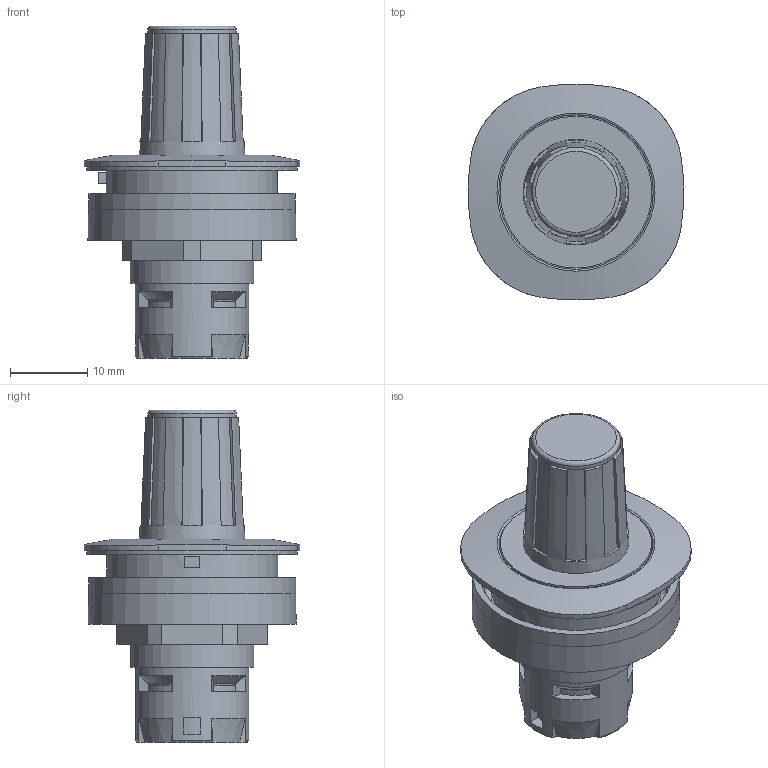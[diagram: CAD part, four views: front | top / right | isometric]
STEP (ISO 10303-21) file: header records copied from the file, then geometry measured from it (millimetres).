
FILE_DESCRIPTION(/* description */ (''),/* implementation_level */ '2;1');
FILE_NAME(/* name */ 'RQJR_ipt.stp',/* time_stamp */ '2019-09-30T11:34:38+02:00',/* author */ ('thagel'),/* organization */ (''),/* preprocessor_version */ 'ST-DEVELOPER v17.2',/* originating_system */ 'Autodesk Inventor 2019',/* authorisation */ '');
FILE_SCHEMA (('AUTOMOTIVE_DESIGN { 1 0 10303 214 3 1 1 }'));
Length unit declared in the file: millimetre
Products named in the file (1): RQJR
Bounding box: 27.93 x 27.96 x 43.08 mm (x, y, z)
Volume: 9982.4 mm3; surface area: 5845.2 mm2
Topology: 1 solids, 6 shells, 195 faces, 520 edges, 355 vertices
Faces by surface type: plane 111, cylinder 39, cone 33, torus 12
Full cylindrical faces by diameter (mm): 6.3 x1, 8.697 x1, 9.2 x1, 11.5 x1, 12 x1, 12.1 x1, 14.7 x1, 16 x2, 16.5 x1, 19.7 x1, 20.05 x1, 22.2 x1, 25 x1, 26.86 x1, 27.4 x1
Entity records: 6305 total; most frequent: CARTESIAN_POINT 1317, DIRECTION 1059, ORIENTED_EDGE 1040, EDGE_CURVE 520, AXIS2_PLACEMENT_3D 404, VERTEX_POINT 355, LINE 251, VECTOR 251
